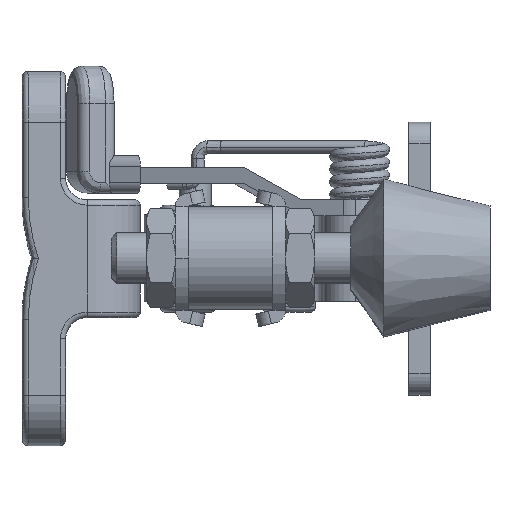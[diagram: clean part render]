
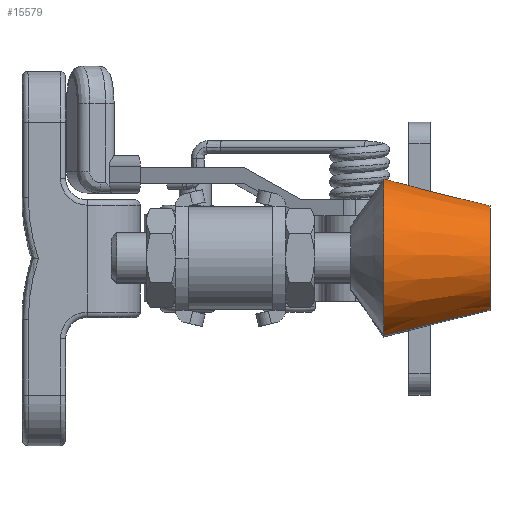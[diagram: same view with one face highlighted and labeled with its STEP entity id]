
A CAD part, left-side view. The second image highlights one B-rep face of the part: STEP entity #15579.
In plain terms, the highlighted conical face has half-angle 14.146 degrees and reference radius 4.9 mm.
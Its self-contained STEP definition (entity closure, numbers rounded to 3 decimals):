
#149 = EDGE_CURVE ( 'NONE', #30002, #29800, #25994, .T. ) ;
#3123 = AXIS2_PLACEMENT_3D ( 'NONE', #14088, #14090, #14096 ) ;
#4115 = DIRECTION ( 'NONE',  ( 0., 0., -1. ) ) ;
#4116 = DIRECTION ( 'NONE',  ( 0., -1., 0. ) ) ;
#4117 = CARTESIAN_POINT ( 'NONE',  ( 0., 9.919, 0. ) ) ;
#4131 = DIRECTION ( 'NONE',  ( 0., 0., -1. ) ) ;
#4132 = DIRECTION ( 'NONE',  ( 0., -1., 0. ) ) ;
#4134 = CARTESIAN_POINT ( 'NONE',  ( 0., 0., 0. ) ) ;
#4461 = DIRECTION ( 'NONE',  ( 0., 0.97, 0.244 ) ) ;
#4463 = CARTESIAN_POINT ( 'NONE',  ( 0., 0., 4.9 ) ) ;
#5202 = CARTESIAN_POINT ( 'NONE',  ( 0., 0., 4.9 ) ) ;
#7556 = EDGE_LOOP ( 'NONE', ( #28236, #28237, #28238, #28239 ) ) ;
#13338 = CIRCLE ( 'NONE', #33112, 7.4 ) ;
#14088 = CARTESIAN_POINT ( 'NONE',  ( 0., 0., 0. ) ) ;
#14090 = DIRECTION ( 'NONE',  ( 0., 1., 0. ) ) ;
#14096 = DIRECTION ( 'NONE',  ( 0., 0., 1. ) ) ;
#14224 = CIRCLE ( 'NONE', #33109, 4.9 ) ;
#15579 = ADVANCED_FACE ( 'NONE', ( #20581 ), #20575, .T. ) ;
#18295 = VECTOR ( 'NONE', #4461, 1000. ) ;
#18298 = LINE ( 'NONE', #4463, #18295 ) ;
#20575 = CONICAL_SURFACE ( 'NONE', #3123, 4.9, 0.247 ) ;
#20581 = FACE_OUTER_BOUND ( 'NONE', #7556, .T. ) ;
#23743 = CARTESIAN_POINT ( 'NONE',  ( 0., 9.919, 7.4 ) ) ;
#23823 = CARTESIAN_POINT ( 'NONE',  ( 0., 9.919, -7.4 ) ) ;
#24126 = CARTESIAN_POINT ( 'NONE',  ( 0., 0., -4.9 ) ) ;
#25988 = VECTOR ( 'NONE', #35731, 1000. ) ;
#25994 = LINE ( 'NONE', #35747, #25988 ) ;
#28236 = ORIENTED_EDGE ( 'NONE', *, *, #149, .F. ) ;
#28237 = ORIENTED_EDGE ( 'NONE', *, *, #36342, .F. ) ;
#28238 = ORIENTED_EDGE ( 'NONE', *, *, #36278, .T. ) ;
#28239 = ORIENTED_EDGE ( 'NONE', *, *, #36345, .T. ) ;
#29416 = VERTEX_POINT ( 'NONE', #5202 ) ;
#29800 = VERTEX_POINT ( 'NONE', #23823 ) ;
#30002 = VERTEX_POINT ( 'NONE', #24126 ) ;
#30301 = VERTEX_POINT ( 'NONE', #23743 ) ;
#33109 = AXIS2_PLACEMENT_3D ( 'NONE', #4134, #4132, #4131 ) ;
#33112 = AXIS2_PLACEMENT_3D ( 'NONE', #4117, #4116, #4115 ) ;
#35731 = DIRECTION ( 'NONE',  ( 0., 0.97, -0.244 ) ) ;
#35747 = CARTESIAN_POINT ( 'NONE',  ( 0., 0., -4.9 ) ) ;
#36278 = EDGE_CURVE ( 'NONE', #29416, #30301, #18298, .T. ) ;
#36342 = EDGE_CURVE ( 'NONE', #29416, #30002, #14224, .T. ) ;
#36345 = EDGE_CURVE ( 'NONE', #30301, #29800, #13338, .T. ) ;
